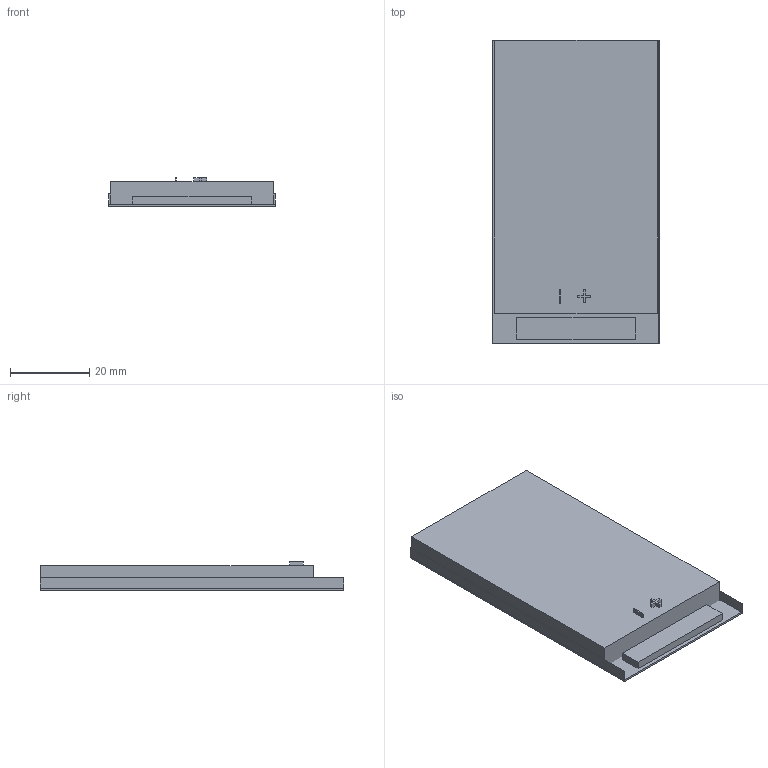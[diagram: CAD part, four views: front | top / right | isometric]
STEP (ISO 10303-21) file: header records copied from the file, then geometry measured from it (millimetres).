
FILE_DESCRIPTION(/* description */ (''),/* implementation_level */ '2;1');
FILE_NAME(/* name */ 'battery.step',/* time_stamp */ '2025-04-02T22:59:09+03:00',/* author */ (''),/* organization */ (''),/* preprocessor_version */ 'ST-DEVELOPER v20.1',/* originating_system */ 'Autodesk Translation Framework v14.4.0.0',/* authorisation */ '');
FILE_SCHEMA (('AUTOMOTIVE_DESIGN { 1 0 10303 214 3 1 1 }'));
Length unit declared in the file: millimetre
Products named in the file (1): battery
Bounding box: 42 x 76.5 x 7.3 mm (x, y, z)
Volume: 19722 mm3; surface area: 14338.9 mm2
Topology: 2 solids, 3 shells, 38 faces, 94 edges, 64 vertices
Faces by surface type: plane 38
Entity records: 1150 total; most frequent: CARTESIAN_POINT 197, ORIENTED_EDGE 180, DIRECTION 172, LINE 94, VECTOR 94, EDGE_CURVE 94, VERTEX_POINT 64, EDGE_LOOP 41
